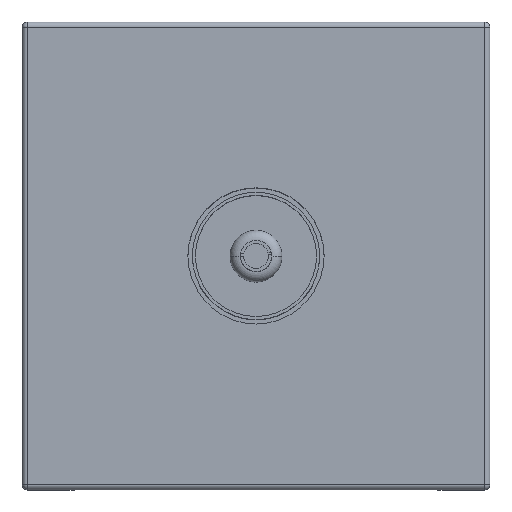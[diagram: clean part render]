
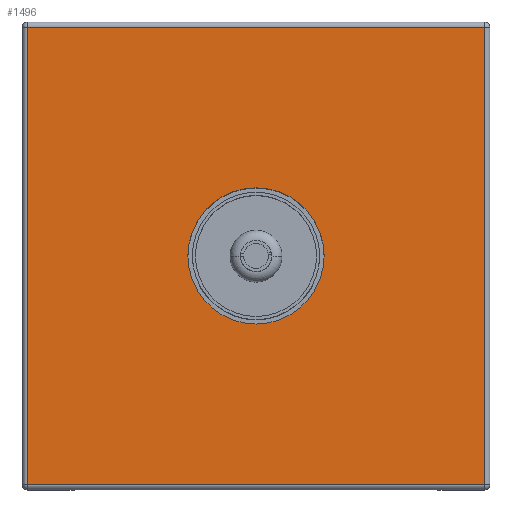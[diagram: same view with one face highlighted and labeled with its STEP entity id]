
A CAD part, top view. The second image highlights one B-rep face of the part: STEP entity #1496.
In plain terms, the highlighted planar face has unit normal (0, 0, 1).
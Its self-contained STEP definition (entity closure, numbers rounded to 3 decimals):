
#111 = CARTESIAN_POINT ( 'NONE',  ( -22., -22., 8.2 ) ) ;
#856 = DIRECTION ( 'NONE',  ( 0., -1., 0. ) ) ;
#912 = VERTEX_POINT ( 'NONE', #111 ) ;
#1230 = CARTESIAN_POINT ( 'NONE',  ( 0., 22., 8.2 ) ) ;
#1496 = ADVANCED_FACE ( 'NONE', ( #12854, #2598 ), #12276, .F. ) ;
#1544 = CARTESIAN_POINT ( 'NONE',  ( 6.55, 0., 8.2 ) ) ;
#2061 = VECTOR ( 'NONE', #2627, 1000. ) ;
#2350 = LINE ( 'NONE', #14444, #5779 ) ;
#2598 = FACE_OUTER_BOUND ( 'NONE', #14417, .T. ) ;
#2627 = DIRECTION ( 'NONE',  ( 1., 0., 0. ) ) ;
#2943 = EDGE_CURVE ( 'NONE', #16163, #7479, #12944, .T. ) ;
#3077 = AXIS2_PLACEMENT_3D ( 'NONE', #7456, #16411, #8739 ) ;
#3086 = DIRECTION ( 'NONE',  ( 0., 0., -1. ) ) ;
#3291 = EDGE_CURVE ( 'NONE', #912, #11694, #12317, .T. ) ;
#4703 = DIRECTION ( 'NONE',  ( 0., 0., -1. ) ) ;
#5470 = DIRECTION ( 'NONE',  ( 0., 1., 0. ) ) ;
#5779 = VECTOR ( 'NONE', #5470, 1000. ) ;
#6332 = ORIENTED_EDGE ( 'NONE', *, *, #3291, .T. ) ;
#6715 = CARTESIAN_POINT ( 'NONE',  ( -6.55, 0., 8.2 ) ) ;
#7456 = CARTESIAN_POINT ( 'NONE',  ( 0., 0., 8.2 ) ) ;
#7479 = VERTEX_POINT ( 'NONE', #1544 ) ;
#7556 = CIRCLE ( 'NONE', #3077, 6.55 ) ;
#7674 = EDGE_LOOP ( 'NONE', ( #14487, #13891 ) ) ;
#8581 = EDGE_CURVE ( 'NONE', #11694, #14503, #2350, .T. ) ;
#8739 = DIRECTION ( 'NONE',  ( -1., 0., 0. ) ) ;
#9121 = CARTESIAN_POINT ( 'NONE',  ( 22., -22., 8.2 ) ) ;
#9421 = VERTEX_POINT ( 'NONE', #15265 ) ;
#10782 = CARTESIAN_POINT ( 'NONE',  ( 0., 0., 8.2 ) ) ;
#11275 = EDGE_CURVE ( 'NONE', #7479, #16163, #7556, .T. ) ;
#11452 = EDGE_CURVE ( 'NONE', #9421, #912, #15386, .T. ) ;
#11464 = DIRECTION ( 'NONE',  ( -1., 0., 0. ) ) ;
#11601 = CARTESIAN_POINT ( 'NONE',  ( 0., -22., 8.2 ) ) ;
#11694 = VERTEX_POINT ( 'NONE', #9121 ) ;
#11943 = VECTOR ( 'NONE', #856, 1000. ) ;
#12054 = DIRECTION ( 'NONE',  ( -1., 0., 0. ) ) ;
#12091 = LINE ( 'NONE', #1230, #12920 ) ;
#12276 = PLANE ( 'NONE',  #15236 ) ;
#12317 = LINE ( 'NONE', #11601, #2061 ) ;
#12694 = CARTESIAN_POINT ( 'NONE',  ( 0., 0., 8.2 ) ) ;
#12854 = FACE_BOUND ( 'NONE', #7674, .T. ) ;
#12920 = VECTOR ( 'NONE', #11464, 1000. ) ;
#12944 = CIRCLE ( 'NONE', #13630, 6.55 ) ;
#13630 = AXIS2_PLACEMENT_3D ( 'NONE', #10782, #3086, #12054 ) ;
#13632 = ORIENTED_EDGE ( 'NONE', *, *, #11452, .T. ) ;
#13652 = EDGE_CURVE ( 'NONE', #14503, #9421, #12091, .T. ) ;
#13891 = ORIENTED_EDGE ( 'NONE', *, *, #2943, .T. ) ;
#14417 = EDGE_LOOP ( 'NONE', ( #13632, #6332, #16126, #16061 ) ) ;
#14444 = CARTESIAN_POINT ( 'NONE',  ( 22., 0., 8.2 ) ) ;
#14487 = ORIENTED_EDGE ( 'NONE', *, *, #11275, .T. ) ;
#14503 = VERTEX_POINT ( 'NONE', #15967 ) ;
#15205 = DIRECTION ( 'NONE',  ( -1., 0., 0. ) ) ;
#15236 = AXIS2_PLACEMENT_3D ( 'NONE', #12694, #4703, #15205 ) ;
#15265 = CARTESIAN_POINT ( 'NONE',  ( -22., 22., 8.2 ) ) ;
#15386 = LINE ( 'NONE', #16246, #11943 ) ;
#15967 = CARTESIAN_POINT ( 'NONE',  ( 22., 22., 8.2 ) ) ;
#16061 = ORIENTED_EDGE ( 'NONE', *, *, #13652, .T. ) ;
#16126 = ORIENTED_EDGE ( 'NONE', *, *, #8581, .T. ) ;
#16163 = VERTEX_POINT ( 'NONE', #6715 ) ;
#16246 = CARTESIAN_POINT ( 'NONE',  ( -22., 0., 8.2 ) ) ;
#16411 = DIRECTION ( 'NONE',  ( 0., 0., -1. ) ) ;
